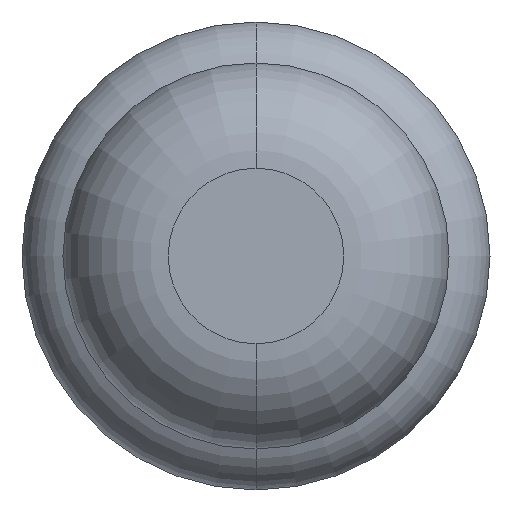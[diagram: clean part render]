
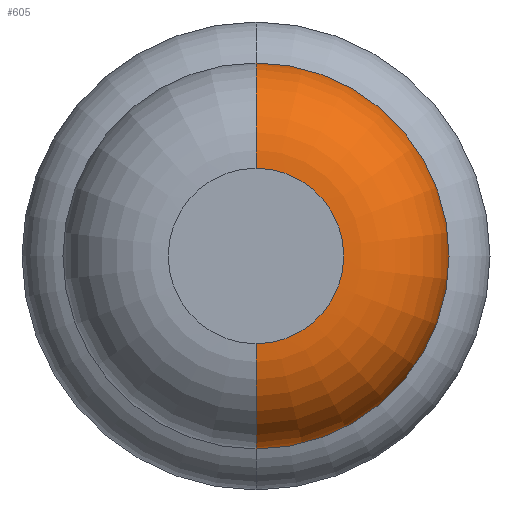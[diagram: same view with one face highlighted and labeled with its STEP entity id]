
A CAD part, front view. The second image highlights one B-rep face of the part: STEP entity #605.
In plain terms, the highlighted toroidal (fillet/blend) face has major radius 0.375 mm and minor radius 0.45 mm.
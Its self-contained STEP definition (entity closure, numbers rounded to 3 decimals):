
#24 = DIRECTION ( 'NONE',  ( 1., 0., 0. ) ) ;
#63 = FACE_OUTER_BOUND ( 'NONE', #3114, .T. ) ;
#432 = ORIENTED_EDGE ( 'NONE', *, *, #3940, .F. ) ;
#455 = AXIS2_PLACEMENT_3D ( 'NONE', #622, #2866, #1242 ) ;
#475 = CIRCLE ( 'NONE', #2259, 0.45 ) ;
#513 = VERTEX_POINT ( 'NONE', #2469 ) ;
#605 = ADVANCED_FACE ( 'Defeature ausgef�hrt1_6', ( #63 ), #1635, .T. ) ;
#610 = DIRECTION ( 'NONE',  ( 0., 1., 0. ) ) ;
#620 = CARTESIAN_POINT ( 'NONE',  ( 0., -26.95, 0.825 ) ) ;
#622 = CARTESIAN_POINT ( 'NONE',  ( 0., -27.4, 0. ) ) ;
#669 = CARTESIAN_POINT ( 'NONE',  ( 0., -26.95, -0.375 ) ) ;
#713 = CARTESIAN_POINT ( 'NONE',  ( 0., -26.95, 0. ) ) ;
#795 = VERTEX_POINT ( 'NONE', #1090 ) ;
#831 = CIRCLE ( 'NONE', #455, 0.375 ) ;
#984 = DIRECTION ( 'NONE',  ( -1., 0., 0. ) ) ;
#1018 = CIRCLE ( 'NONE', #2179, 0.45 ) ;
#1090 = CARTESIAN_POINT ( 'NONE',  ( 0., -26.95, -0.825 ) ) ;
#1199 = ORIENTED_EDGE ( 'NONE', *, *, #2081, .T. ) ;
#1215 = DIRECTION ( 'NONE',  ( 0., 0., 1. ) ) ;
#1242 = DIRECTION ( 'NONE',  ( 0., 0., 1. ) ) ;
#1271 = ORIENTED_EDGE ( 'NONE', *, *, #2957, .F. ) ;
#1291 = CARTESIAN_POINT ( 'NONE',  ( 0., -26.95, 0.375 ) ) ;
#1382 = AXIS2_PLACEMENT_3D ( 'NONE', #3809, #610, #1215 ) ;
#1560 = DIRECTION ( 'NONE',  ( 0., 1., 0. ) ) ;
#1635 = TOROIDAL_SURFACE ( 'NONE', #1382, 0.375, 0.45 ) ;
#1958 = EDGE_CURVE ( 'Defeature ausgef�hrt1_6+Defeature ausgef�hrt1_5+Defeature ausgef�hrt1_5+Defeature ausgef�hrt1_5', #513, #2563, #831, .T. ) ;
#2081 = EDGE_CURVE ( 'NONE', #2563, #795, #475, .T. ) ;
#2179 = AXIS2_PLACEMENT_3D ( 'NONE', #1291, #984, #3207 ) ;
#2259 = AXIS2_PLACEMENT_3D ( 'NONE', #669, #24, #3225 ) ;
#2469 = CARTESIAN_POINT ( 'NONE',  ( 0., -27.4, 0.375 ) ) ;
#2514 = DIRECTION ( 'NONE',  ( 0., 0., 1. ) ) ;
#2563 = VERTEX_POINT ( 'NONE', #4147 ) ;
#2866 = DIRECTION ( 'NONE',  ( 0., 1., 0. ) ) ;
#2957 = EDGE_CURVE ( 'Defeature ausgef�hrt1_7+Defeature ausgef�hrt1_6+Defeature ausgef�hrt1_6+Defeature ausgef�hrt1_6', #4171, #795, #4170, .T. ) ;
#2995 = AXIS2_PLACEMENT_3D ( 'NONE', #713, #1560, #2514 ) ;
#3114 = EDGE_LOOP ( 'NONE', ( #3680, #1199, #1271, #432 ) ) ;
#3207 = DIRECTION ( 'NONE',  ( 0., 0., 1. ) ) ;
#3225 = DIRECTION ( 'NONE',  ( 0., 0., -1. ) ) ;
#3680 = ORIENTED_EDGE ( 'NONE', *, *, #1958, .T. ) ;
#3809 = CARTESIAN_POINT ( 'NONE',  ( 0., -26.95, 0. ) ) ;
#3940 = EDGE_CURVE ( 'NONE', #513, #4171, #1018, .T. ) ;
#4147 = CARTESIAN_POINT ( 'NONE',  ( 0., -27.4, -0.375 ) ) ;
#4170 = CIRCLE ( 'NONE', #2995, 0.825 ) ;
#4171 = VERTEX_POINT ( 'NONE', #620 ) ;
